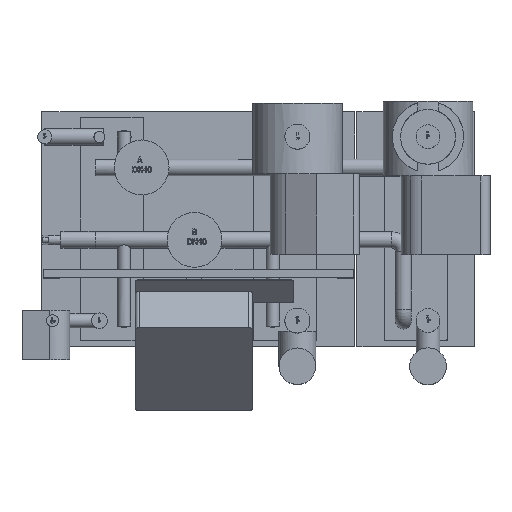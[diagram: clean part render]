
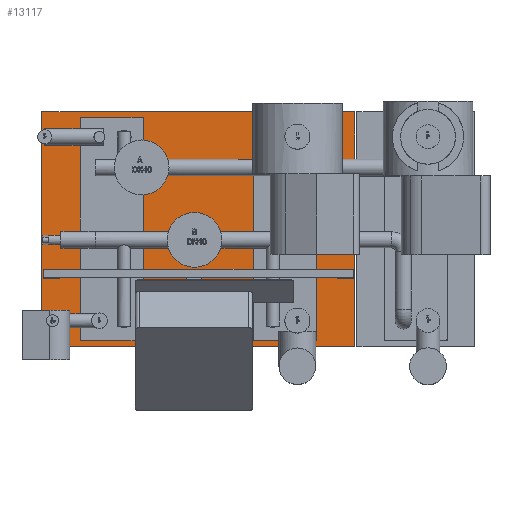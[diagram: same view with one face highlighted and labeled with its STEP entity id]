
A CAD part, top view. The second image highlights one B-rep face of the part: STEP entity #13117.
In plain terms, the highlighted planar face has unit normal (0, 0, 1).
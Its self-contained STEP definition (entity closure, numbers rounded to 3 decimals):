
#383=FACE_BOUND('',#2172,.T.);
#384=FACE_BOUND('',#2173,.T.);
#385=FACE_BOUND('',#2174,.T.);
#386=FACE_BOUND('',#2175,.T.);
#1388=FACE_OUTER_BOUND('',#2171,.T.);
#2171=EDGE_LOOP('',(#10482,#10483,#10484,#10485));
#2172=EDGE_LOOP('',(#10486,#10487,#10488,#10489));
#2173=EDGE_LOOP('',(#10490,#10491,#10492,#10493));
#2174=EDGE_LOOP('',(#10494,#10495,#10496,#10497));
#2175=EDGE_LOOP('',(#10498,#10499,#10500,#10501));
#3369=LINE('',#21778,#4689);
#3370=LINE('',#21780,#4690);
#3371=LINE('',#21782,#4691);
#3372=LINE('',#21783,#4692);
#3373=LINE('',#21786,#4693);
#3374=LINE('',#21788,#4694);
#3375=LINE('',#21790,#4695);
#3376=LINE('',#21791,#4696);
#3377=LINE('',#21794,#4697);
#3378=LINE('',#21796,#4698);
#3379=LINE('',#21798,#4699);
#3380=LINE('',#21799,#4700);
#3381=LINE('',#21802,#4701);
#3382=LINE('',#21804,#4702);
#3383=LINE('',#21806,#4703);
#3384=LINE('',#21807,#4704);
#3385=LINE('',#21810,#4705);
#3386=LINE('',#21812,#4706);
#3387=LINE('',#21814,#4707);
#3388=LINE('',#21815,#4708);
#4689=VECTOR('',#15713,10.);
#4690=VECTOR('',#15714,10.);
#4691=VECTOR('',#15715,10.);
#4692=VECTOR('',#15716,10.);
#4693=VECTOR('',#15717,10.);
#4694=VECTOR('',#15718,10.);
#4695=VECTOR('',#15719,10.);
#4696=VECTOR('',#15720,10.);
#4697=VECTOR('',#15721,10.);
#4698=VECTOR('',#15722,10.);
#4699=VECTOR('',#15723,10.);
#4700=VECTOR('',#15724,10.);
#4701=VECTOR('',#15725,10.);
#4702=VECTOR('',#15726,10.);
#4703=VECTOR('',#15727,10.);
#4704=VECTOR('',#15728,10.);
#4705=VECTOR('',#15729,10.);
#4706=VECTOR('',#15730,10.);
#4707=VECTOR('',#15731,10.);
#4708=VECTOR('',#15732,10.);
#5955=VERTEX_POINT('',#21776);
#5956=VERTEX_POINT('',#21777);
#5957=VERTEX_POINT('',#21779);
#5958=VERTEX_POINT('',#21781);
#5959=VERTEX_POINT('',#21784);
#5960=VERTEX_POINT('',#21785);
#5961=VERTEX_POINT('',#21787);
#5962=VERTEX_POINT('',#21789);
#5963=VERTEX_POINT('',#21792);
#5964=VERTEX_POINT('',#21793);
#5965=VERTEX_POINT('',#21795);
#5966=VERTEX_POINT('',#21797);
#5967=VERTEX_POINT('',#21800);
#5968=VERTEX_POINT('',#21801);
#5969=VERTEX_POINT('',#21803);
#5970=VERTEX_POINT('',#21805);
#5971=VERTEX_POINT('',#21808);
#5972=VERTEX_POINT('',#21809);
#5973=VERTEX_POINT('',#21811);
#5974=VERTEX_POINT('',#21813);
#7598=EDGE_CURVE('',#5955,#5956,#3369,.T.);
#7599=EDGE_CURVE('',#5956,#5957,#3370,.T.);
#7600=EDGE_CURVE('',#5957,#5958,#3371,.T.);
#7601=EDGE_CURVE('',#5958,#5955,#3372,.T.);
#7602=EDGE_CURVE('',#5959,#5960,#3373,.T.);
#7603=EDGE_CURVE('',#5960,#5961,#3374,.T.);
#7604=EDGE_CURVE('',#5961,#5962,#3375,.T.);
#7605=EDGE_CURVE('',#5962,#5959,#3376,.T.);
#7606=EDGE_CURVE('',#5963,#5964,#3377,.T.);
#7607=EDGE_CURVE('',#5964,#5965,#3378,.T.);
#7608=EDGE_CURVE('',#5965,#5966,#3379,.T.);
#7609=EDGE_CURVE('',#5966,#5963,#3380,.T.);
#7610=EDGE_CURVE('',#5967,#5968,#3381,.T.);
#7611=EDGE_CURVE('',#5968,#5969,#3382,.T.);
#7612=EDGE_CURVE('',#5969,#5970,#3383,.T.);
#7613=EDGE_CURVE('',#5970,#5967,#3384,.T.);
#7614=EDGE_CURVE('',#5971,#5972,#3385,.T.);
#7615=EDGE_CURVE('',#5972,#5973,#3386,.T.);
#7616=EDGE_CURVE('',#5973,#5974,#3387,.T.);
#7617=EDGE_CURVE('',#5974,#5971,#3388,.T.);
#10482=ORIENTED_EDGE('',*,*,#7598,.T.);
#10483=ORIENTED_EDGE('',*,*,#7599,.T.);
#10484=ORIENTED_EDGE('',*,*,#7600,.T.);
#10485=ORIENTED_EDGE('',*,*,#7601,.T.);
#10486=ORIENTED_EDGE('',*,*,#7602,.T.);
#10487=ORIENTED_EDGE('',*,*,#7603,.T.);
#10488=ORIENTED_EDGE('',*,*,#7604,.T.);
#10489=ORIENTED_EDGE('',*,*,#7605,.T.);
#10490=ORIENTED_EDGE('',*,*,#7606,.T.);
#10491=ORIENTED_EDGE('',*,*,#7607,.T.);
#10492=ORIENTED_EDGE('',*,*,#7608,.T.);
#10493=ORIENTED_EDGE('',*,*,#7609,.T.);
#10494=ORIENTED_EDGE('',*,*,#7610,.T.);
#10495=ORIENTED_EDGE('',*,*,#7611,.T.);
#10496=ORIENTED_EDGE('',*,*,#7612,.T.);
#10497=ORIENTED_EDGE('',*,*,#7613,.T.);
#10498=ORIENTED_EDGE('',*,*,#7614,.T.);
#10499=ORIENTED_EDGE('',*,*,#7615,.T.);
#10500=ORIENTED_EDGE('',*,*,#7616,.T.);
#10501=ORIENTED_EDGE('',*,*,#7617,.T.);
#12481=PLANE('',#13776);
#13117=ADVANCED_FACE('',(#1388,#383,#384,#385,#386),#12481,.T.);
#13776=AXIS2_PLACEMENT_3D('',#21775,#15711,#15712);
#15711=DIRECTION('center_axis',(0.,0.,1.));
#15712=DIRECTION('ref_axis',(1.,0.,0.));
#15713=DIRECTION('',(1.,0.,0.));
#15714=DIRECTION('',(0.,1.,0.));
#15715=DIRECTION('',(-1.,0.,0.));
#15716=DIRECTION('',(0.,-1.,0.));
#15717=DIRECTION('',(0.,1.,0.));
#15718=DIRECTION('',(1.,0.,0.));
#15719=DIRECTION('',(0.,-1.,0.));
#15720=DIRECTION('',(-1.,0.,0.));
#15721=DIRECTION('',(0.,1.,0.));
#15722=DIRECTION('',(1.,0.,0.));
#15723=DIRECTION('',(0.,-1.,0.));
#15724=DIRECTION('',(-1.,0.,0.));
#15725=DIRECTION('',(0.,-1.,0.));
#15726=DIRECTION('',(-1.,0.,0.));
#15727=DIRECTION('',(0.,1.,0.));
#15728=DIRECTION('',(1.,0.,0.));
#15729=DIRECTION('',(0.,1.,0.));
#15730=DIRECTION('',(1.,0.,0.));
#15731=DIRECTION('',(0.,-1.,0.));
#15732=DIRECTION('',(-1.,0.,0.));
#21775=CARTESIAN_POINT('Origin',(0.,0.,
50.));
#21776=CARTESIAN_POINT('',(-400.,-300.,50.));
#21777=CARTESIAN_POINT('',(400.,-300.,50.));
#21778=CARTESIAN_POINT('',(-400.,-300.,50.));
#21779=CARTESIAN_POINT('',(400.,300.,50.));
#21780=CARTESIAN_POINT('',(400.,-300.,50.));
#21781=CARTESIAN_POINT('',(-400.,300.,50.));
#21782=CARTESIAN_POINT('',(400.,300.,50.));
#21783=CARTESIAN_POINT('',(-400.,300.,50.));
#21784=CARTESIAN_POINT('',(-301.7,-285.,50.));
#21785=CARTESIAN_POINT('',(-301.7,285.,50.));
#21786=CARTESIAN_POINT('',(-301.7,142.5,50.));
#21787=CARTESIAN_POINT('',(-141.3,285.,50.));
#21788=CARTESIAN_POINT('',(-70.65,285.,50.));
#21789=CARTESIAN_POINT('',(-141.3,-285.,50.));
#21790=CARTESIAN_POINT('',(-141.3,-142.5,50.));
#21791=CARTESIAN_POINT('',(-150.85,-285.,50.));
#21792=CARTESIAN_POINT('',(141.3,-285.,50.));
#21793=CARTESIAN_POINT('',(141.3,285.,50.));
#21794=CARTESIAN_POINT('',(141.3,142.5,50.));
#21795=CARTESIAN_POINT('',(301.7,285.,50.));
#21796=CARTESIAN_POINT('',(150.85,285.,50.));
#21797=CARTESIAN_POINT('',(301.7,-285.,50.));
#21798=CARTESIAN_POINT('',(301.7,-142.5,50.));
#21799=CARTESIAN_POINT('',(70.65,-285.,50.));
#21800=CARTESIAN_POINT('',(396.,-104.,50.));
#21801=CARTESIAN_POINT('',(396.,-125.,50.));
#21802=CARTESIAN_POINT('',(396.,-62.5,50.));
#21803=CARTESIAN_POINT('',(355.,-125.,50.));
#21804=CARTESIAN_POINT('',(0.,-125.,50.));
#21805=CARTESIAN_POINT('',(355.,-104.,50.));
#21806=CARTESIAN_POINT('',(355.,-62.5,50.));
#21807=CARTESIAN_POINT('',(0.,-104.,50.));
#21808=CARTESIAN_POINT('',(-396.,-125.,50.));
#21809=CARTESIAN_POINT('',(-396.,-104.,50.));
#21810=CARTESIAN_POINT('',(-396.,-62.5,50.));
#21811=CARTESIAN_POINT('',(-355.,-104.,50.));
#21812=CARTESIAN_POINT('',(0.,-104.,50.));
#21813=CARTESIAN_POINT('',(-355.,-125.,50.));
#21814=CARTESIAN_POINT('',(-355.,-62.5,50.));
#21815=CARTESIAN_POINT('',(0.,-125.,50.));
